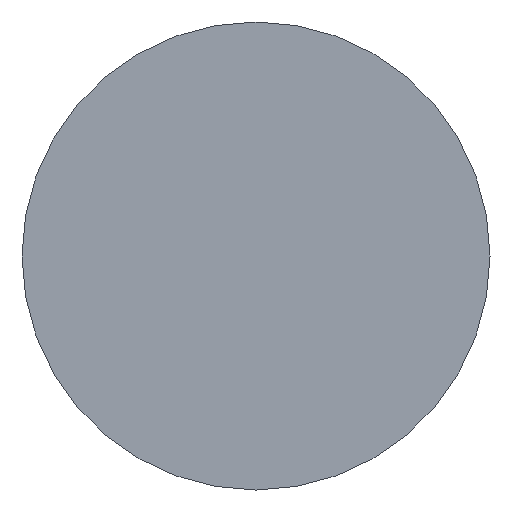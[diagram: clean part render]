
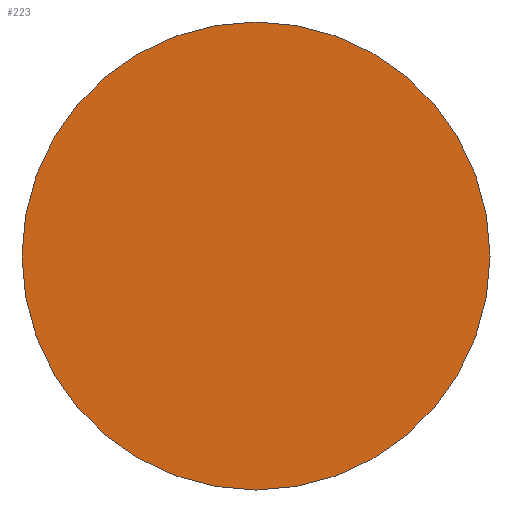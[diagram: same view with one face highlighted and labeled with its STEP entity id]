
A CAD part, front view. The second image highlights one B-rep face of the part: STEP entity #223.
In plain terms, the highlighted planar face has unit normal (0, -1, 0).
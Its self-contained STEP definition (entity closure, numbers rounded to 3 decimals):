
#119=EDGE_CURVE('',#213,#261,#294,.T.);
#213=VERTEX_POINT('',#403);
#223=ADVANCED_FACE('',(#416),#417,.T.);
#259=EDGE_CURVE('',#261,#213,#456,.T.);
#261=VERTEX_POINT('',#458);
#294=CIRCLE('',#486,10.0);
#403=CARTESIAN_POINT('',(-10.0,-10.0,0.));
#416=FACE_OUTER_BOUND('',#640,.T.);
#417=PLANE('',#641);
#456=CIRCLE('',#691,10.0);
#458=CARTESIAN_POINT('',(10.0,-10.0,0.));
#486=AXIS2_PLACEMENT_3D('',#701,#702,#703);
#640=EDGE_LOOP('',(#877,#878));
#641=AXIS2_PLACEMENT_3D('',#879,#880,#881);
#691=AXIS2_PLACEMENT_3D('',#919,#920,#921);
#701=CARTESIAN_POINT('',(0.0,-10.0,0.));
#702=DIRECTION('',(0.0,-1.0,0.));
#703=DIRECTION('',(1.0,0.0,0.0));
#877=ORIENTED_EDGE('',*,*,#259,.T.);
#878=ORIENTED_EDGE('',*,*,#119,.T.);
#879=CARTESIAN_POINT('',(0.0,-10.0,0.));
#880=DIRECTION('',(0.0,-1.0,0.));
#881=DIRECTION('',(1.0,0.0,0.0));
#919=CARTESIAN_POINT('',(0.0,-10.0,0.));
#920=DIRECTION('',(0.0,-1.0,0.));
#921=DIRECTION('',(1.0,0.0,0.0));
